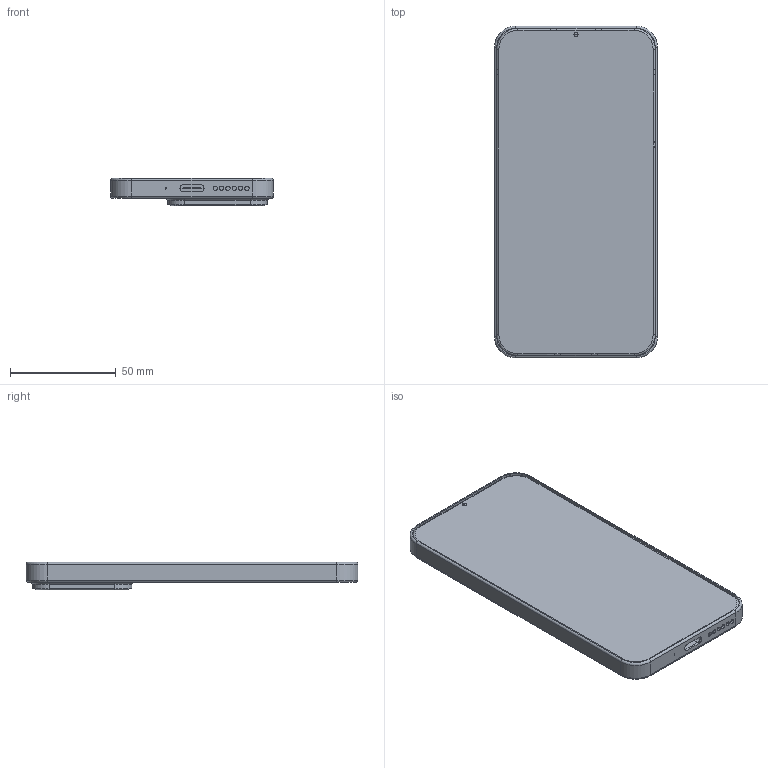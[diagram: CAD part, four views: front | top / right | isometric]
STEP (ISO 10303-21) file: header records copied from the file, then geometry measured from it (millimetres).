
FILE_DESCRIPTION (( 'STEP AP214' ), '1' );
FILE_NAME ('忒儂渴忒儂褲唳.STEP', '2025-01-14T11:02:18', ( '' ), ( '' ), 'SwSTEP 2.0', 'SolidWorks 2024', '' );
FILE_SCHEMA (( 'AUTOMOTIVE_DESIGN' ));
Length unit declared in the file: millimetre
Products named in the file (6): 机身; 摄像头模组; sim卡槽; xiaomi15闪光银; 手机壳; 手机戴手机壳版
Assembly tree (5 placements, depth 3):
  手机戴手机壳版
    xiaomi15闪光银
      机身
      摄像头模组
      sim卡槽
    手机壳
Bounding box: 77 x 157 x 12.99 mm (x, y, z)
Volume: 118534.2 mm3; surface area: 61736 mm2
Topology: 4 solids, 4 shells, 446 faces, 1111 edges, 710 vertices
Faces by surface type: plane 219, cylinder 138, bspline 49, torus 36, cone 4
Entity records: 15955 total; most frequent: CARTESIAN_POINT 5273, ORIENTED_EDGE 2222, DIRECTION 2095, EDGE_CURVE 1111, VERTEX_POINT 710, AXIS2_PLACEMENT_3D 704, VECTOR 687, LINE 687
